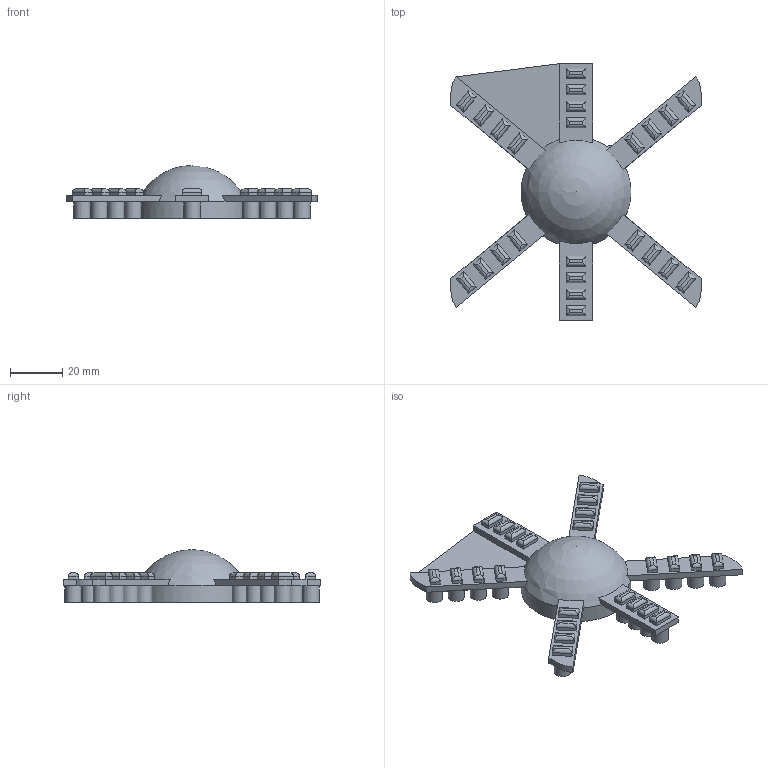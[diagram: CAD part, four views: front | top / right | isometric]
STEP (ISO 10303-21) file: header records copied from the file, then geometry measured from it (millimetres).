
FILE_DESCRIPTION(/* description */ (''),/* implementation_level */ '2;1');
FILE_NAME(/* name */ 'thotcon_cover_inner.step',/* time_stamp */ '2023-01-09T20:58:25-05:00',/* author */ (''),/* organization */ (''),/* preprocessor_version */ 'ST-DEVELOPER v19.2',/* originating_system */ 'Autodesk Translation Framework v11.17.0.187',/* authorisation */ '');
FILE_SCHEMA (('AUTOMOTIVE_DESIGN { 1 0 10303 214 3 1 1 }'));
Length unit declared in the file: inch
Products named in the file (1): thotcon_cover2
Bounding box: 96.01 x 98.55 x 20.32 mm (x, y, z)
Volume: 13128.3 mm3; surface area: 17989.8 mm2
Topology: 1 solids, 1 shells, 425 faces, 885 edges, 546 vertices
Faces by surface type: plane 218, cylinder 181, bspline 24, sphere 2
Full cylindrical faces by diameter (mm): 2.54 x24, 3.81 x24, 6.35 x17, 40.081 x1, 42.113 x1
Entity records: 11811 total; most frequent: CARTESIAN_POINT 2479, DIRECTION 2053, ORIENTED_EDGE 1766, EDGE_CURVE 883, AXIS2_PLACEMENT_3D 768, VERTEX_POINT 546, EDGE_LOOP 517, LINE 517
